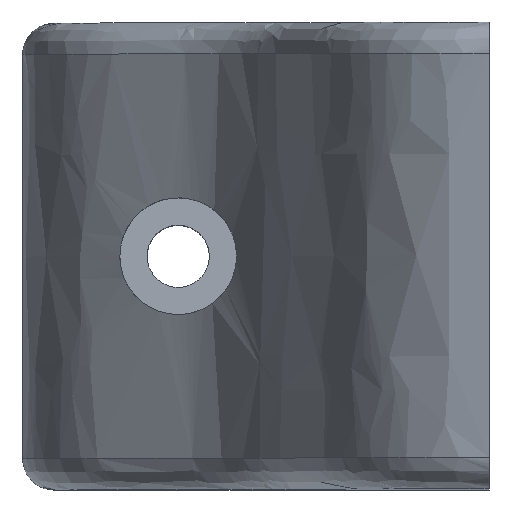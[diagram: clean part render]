
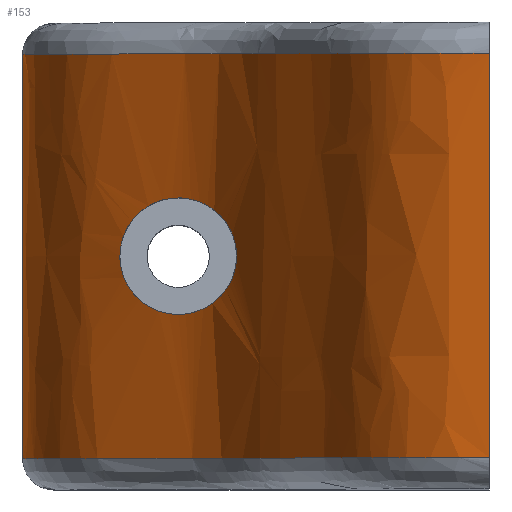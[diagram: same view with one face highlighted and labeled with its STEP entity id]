
A CAD part, top view. The second image highlights one B-rep face of the part: STEP entity #153.
In plain terms, the highlighted free-form (B-spline) face has degree [4, 1] with [5, 2] control points.
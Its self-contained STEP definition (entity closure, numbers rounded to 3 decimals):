
#25=FACE_BOUND('',#56,.T.);
#30=LINE('',#371,#37);
#31=LINE('',#391,#38);
#37=VECTOR('',#176,26.);
#38=VECTOR('',#177,26.);
#45=FACE_OUTER_BOUND('',#55,.T.);
#55=EDGE_LOOP('',(#115,#116,#117,#118));
#56=EDGE_LOOP('',(#119));
#72=B_SPLINE_CURVE_WITH_KNOTS('',3,(#341,#342,#343,#344,#345,#346,#347,
#348,#349,#350,#351,#352,#353,#354,#355,#356,#357,#358,#359),
 .UNSPECIFIED.,.F.,.F.,(4,1,1,1,1,1,1,1,1,1,1,1,1,1,1,1,4),(0.,
0.418,0.836,1.045,1.254,1.672,
1.95,2.229,2.508,3.344,4.179,
4.597,5.015,5.224,5.433,5.642,
5.851),.UNSPECIFIED.);
#73=B_SPLINE_CURVE_WITH_KNOTS('',3,(#373,#374,#375,#376,#377,#378,#379,
#380,#381,#382,#383,#384,#385,#386,#387,#388,#389,#390),.UNSPECIFIED.,.F.,
 .F.,(4,1,1,1,1,1,1,1,1,1,1,1,1,1,1,4),(0.,0.209,
0.418,0.836,1.254,1.672,2.508,
3.344,3.483,3.622,4.179,4.597,
4.806,5.015,5.433,5.851),
 .UNSPECIFIED.);
#74=B_SPLINE_CURVE_WITH_KNOTS('',3,(#393,#394,#395,#396,#397,#398,#399,
#400,#401,#402,#403,#404,#405,#406,#407,#408,#409,#410,#411,#412,#413,#414,
#415,#416,#417,#418,#419,#420,#421,#422,#423,#424,#425,#426,#427,#428,#429,
#430,#431,#432),.UNSPECIFIED.,.T.,.F.,(4,2,2,2,2,2,2,2,2,2,2,2,2,2,2,2,
2,2,2,4),(-2.268,-2.228,-2.131,-1.97,
-1.786,-1.642,-1.52,-1.4,
-1.285,-1.194,-1.108,-1.014,
-0.895,-0.773,-0.651,-0.509,
-0.324,-0.177,-0.079,0.),
 .UNSPECIFIED.);
#78=VERTEX_POINT('',#299);
#81=VERTEX_POINT('',#333);
#82=VERTEX_POINT('',#370);
#83=VERTEX_POINT('',#372);
#84=VERTEX_POINT('',#392);
#95=EDGE_CURVE('',#81,#78,#72,.T.);
#96=EDGE_CURVE('',#82,#81,#30,.T.);
#97=EDGE_CURVE('',#83,#82,#73,.T.);
#98=EDGE_CURVE('',#83,#78,#31,.T.);
#99=EDGE_CURVE('',#84,#84,#74,.T.);
#115=ORIENTED_EDGE('',*,*,#95,.F.);
#116=ORIENTED_EDGE('',*,*,#96,.F.);
#117=ORIENTED_EDGE('',*,*,#97,.F.);
#118=ORIENTED_EDGE('',*,*,#98,.T.);
#119=ORIENTED_EDGE('',*,*,#99,.T.);
#150=B_SPLINE_SURFACE_WITH_KNOTS('',4,1,((#360,#361),(#362,#363),(#364,
#365),(#366,#367),(#368,#369)),.UNSPECIFIED.,.F.,.F.,.F.,(5,5),(2,2),(-2.,
-1.),(0.,3.),.UNSPECIFIED.);
#153=ADVANCED_FACE('',(#45,#25),#150,.T.);
#176=DIRECTION('',(0.,1.,0.));
#177=DIRECTION('',(0.,1.,0.));
#299=CARTESIAN_POINT('',(0.,28.,50.));
#333=CARTESIAN_POINT('',(-30.,28.,0.));
#341=CARTESIAN_POINT('Ctrl Pts',(-30.,28.,0.));
#342=CARTESIAN_POINT('Ctrl Pts',(-30.,28.,1.466));
#343=CARTESIAN_POINT('Ctrl Pts',(-29.846,28.,4.427));
#344=CARTESIAN_POINT('Ctrl Pts',(-28.974,28.,8.224));
#345=CARTESIAN_POINT('Ctrl Pts',(-27.566,28.,11.142));
#346=CARTESIAN_POINT('Ctrl Pts',(-25.641,28.,13.795));
#347=CARTESIAN_POINT('Ctrl Pts',(-23.079,28.,15.945));
#348=CARTESIAN_POINT('Ctrl Pts',(-20.526,28.,17.869));
#349=CARTESIAN_POINT('Ctrl Pts',(-18.585,28.,19.561));
#350=CARTESIAN_POINT('Ctrl Pts',(-15.852,28.,22.656));
#351=CARTESIAN_POINT('Ctrl Pts',(-13.549,28.,28.209));
#352=CARTESIAN_POINT('Ctrl Pts',(-12.023,28.,35.008));
#353=CARTESIAN_POINT('Ctrl Pts',(-10.218,28.,40.535));
#354=CARTESIAN_POINT('Ctrl Pts',(-8.505,28.,43.993));
#355=CARTESIAN_POINT('Ctrl Pts',(-6.466,28.,46.52));
#356=CARTESIAN_POINT('Ctrl Pts',(-4.554,28.,48.142));
#357=CARTESIAN_POINT('Ctrl Pts',(-2.341,28.,49.336));
#358=CARTESIAN_POINT('Ctrl Pts',(-0.781,28.,49.821));
#359=CARTESIAN_POINT('Ctrl Pts',(0.,28.,50.));
#360=CARTESIAN_POINT('Ctrl Pts',(-30.,0.,0.));
#361=CARTESIAN_POINT('Ctrl Pts',(-30.,30.,0.));
#362=CARTESIAN_POINT('Ctrl Pts',(-30.,0.,28.654));
#363=CARTESIAN_POINT('Ctrl Pts',(-30.,30.,28.654));
#364=CARTESIAN_POINT('Ctrl Pts',(-2.667,0.,4.614));
#365=CARTESIAN_POINT('Ctrl Pts',(-2.667,30.,4.614));
#366=CARTESIAN_POINT('Ctrl Pts',(-21.848,0.,45.005));
#367=CARTESIAN_POINT('Ctrl Pts',(-21.848,30.,45.005));
#368=CARTESIAN_POINT('Ctrl Pts',(0.,0.,50.));
#369=CARTESIAN_POINT('Ctrl Pts',(0.,30.,50.));
#370=CARTESIAN_POINT('',(-30.,2.,0.));
#371=CARTESIAN_POINT('',(-30.,0.,0.));
#372=CARTESIAN_POINT('',(0.,2.,50.));
#373=CARTESIAN_POINT('Ctrl Pts',(0.,2.,50.));
#374=CARTESIAN_POINT('Ctrl Pts',(-0.781,2.,49.821));
#375=CARTESIAN_POINT('Ctrl Pts',(-2.337,2.,49.336));
#376=CARTESIAN_POINT('Ctrl Pts',(-5.305,2.,47.744));
#377=CARTESIAN_POINT('Ctrl Pts',(-8.173,2.,44.684));
#378=CARTESIAN_POINT('Ctrl Pts',(-10.214,2.,40.535));
#379=CARTESIAN_POINT('Ctrl Pts',(-12.025,2.,35.007));
#380=CARTESIAN_POINT('Ctrl Pts',(-13.548,2.,28.211));
#381=CARTESIAN_POINT('Ctrl Pts',(-15.687,2.,23.05));
#382=CARTESIAN_POINT('Ctrl Pts',(-17.768,2.,20.493));
#383=CARTESIAN_POINT('Ctrl Pts',(-19.474,2.,18.657));
#384=CARTESIAN_POINT('Ctrl Pts',(-22.288,2.,16.592));
#385=CARTESIAN_POINT('Ctrl Pts',(-25.641,2.,13.8));
#386=CARTESIAN_POINT('Ctrl Pts',(-27.565,2.,11.14));
#387=CARTESIAN_POINT('Ctrl Pts',(-28.974,2.,8.225));
#388=CARTESIAN_POINT('Ctrl Pts',(-29.846,2.,4.426));
#389=CARTESIAN_POINT('Ctrl Pts',(-30.,2.,1.466));
#390=CARTESIAN_POINT('Ctrl Pts',(-30.,2.,0.));
#391=CARTESIAN_POINT('',(0.,0.,50.));
#392=CARTESIAN_POINT('',(-16.25,15.,22.571));
#393=CARTESIAN_POINT('Ctrl Pts',(-16.25,15.,22.571));
#394=CARTESIAN_POINT('Ctrl Pts',(-16.25,14.866,22.571));
#395=CARTESIAN_POINT('Ctrl Pts',(-16.257,14.733,22.559));
#396=CARTESIAN_POINT('Ctrl Pts',(-16.305,14.284,22.483));
#397=CARTESIAN_POINT('Ctrl Pts',(-16.377,13.989,22.368));
#398=CARTESIAN_POINT('Ctrl Pts',(-16.638,13.273,21.972));
#399=CARTESIAN_POINT('Ctrl Pts',(-16.883,12.863,21.615));
#400=CARTESIAN_POINT('Ctrl Pts',(-17.548,12.113,20.756));
#401=CARTESIAN_POINT('Ctrl Pts',(-18.014,11.761,20.211));
#402=CARTESIAN_POINT('Ctrl Pts',(-19.024,11.348,19.199));
#403=CARTESIAN_POINT('Ctrl Pts',(-19.507,11.249,18.761));
#404=CARTESIAN_POINT('Ctrl Pts',(-20.426,11.251,17.985));
#405=CARTESIAN_POINT('Ctrl Pts',(-20.854,11.322,17.645));
#406=CARTESIAN_POINT('Ctrl Pts',(-21.68,11.619,16.997));
#407=CARTESIAN_POINT('Ctrl Pts',(-22.076,11.843,16.693));
#408=CARTESIAN_POINT('Ctrl Pts',(-22.767,12.431,16.153));
#409=CARTESIAN_POINT('Ctrl Pts',(-23.065,12.787,15.917));
#410=CARTESIAN_POINT('Ctrl Pts',(-23.475,13.54,15.583));
#411=CARTESIAN_POINT('Ctrl Pts',(-23.61,13.91,15.471));
#412=CARTESIAN_POINT('Ctrl Pts',(-23.755,14.676,15.35));
#413=CARTESIAN_POINT('Ctrl Pts',(-23.769,15.056,15.338));
#414=CARTESIAN_POINT('Ctrl Pts',(-23.677,15.847,15.415));
#415=CARTESIAN_POINT('Ctrl Pts',(-23.561,16.239,15.512));
#416=CARTESIAN_POINT('Ctrl Pts',(-23.181,17.048,15.823));
#417=CARTESIAN_POINT('Ctrl Pts',(-22.889,17.434,16.057));
#418=CARTESIAN_POINT('Ctrl Pts',(-22.207,18.069,16.592));
#419=CARTESIAN_POINT('Ctrl Pts',(-21.814,18.312,16.894));
#420=CARTESIAN_POINT('Ctrl Pts',(-20.995,18.642,17.533));
#421=CARTESIAN_POINT('Ctrl Pts',(-20.572,18.73,17.867));
#422=CARTESIAN_POINT('Ctrl Pts',(-19.666,18.767,18.623));
#423=CARTESIAN_POINT('Ctrl Pts',(-19.189,18.691,19.046));
#424=CARTESIAN_POINT('Ctrl Pts',(-18.175,18.332,20.037));
#425=CARTESIAN_POINT('Ctrl Pts',(-17.698,18.007,20.578));
#426=CARTESIAN_POINT('Ctrl Pts',(-17.027,17.325,21.42));
#427=CARTESIAN_POINT('Ctrl Pts',(-16.786,16.977,21.758));
#428=CARTESIAN_POINT('Ctrl Pts',(-16.49,16.349,22.194));
#429=CARTESIAN_POINT('Ctrl Pts',(-16.392,16.07,22.345));
#430=CARTESIAN_POINT('Ctrl Pts',(-16.278,15.52,22.526));
#431=CARTESIAN_POINT('Ctrl Pts',(-16.25,15.264,22.571));
#432=CARTESIAN_POINT('Ctrl Pts',(-16.25,15.,22.571));
